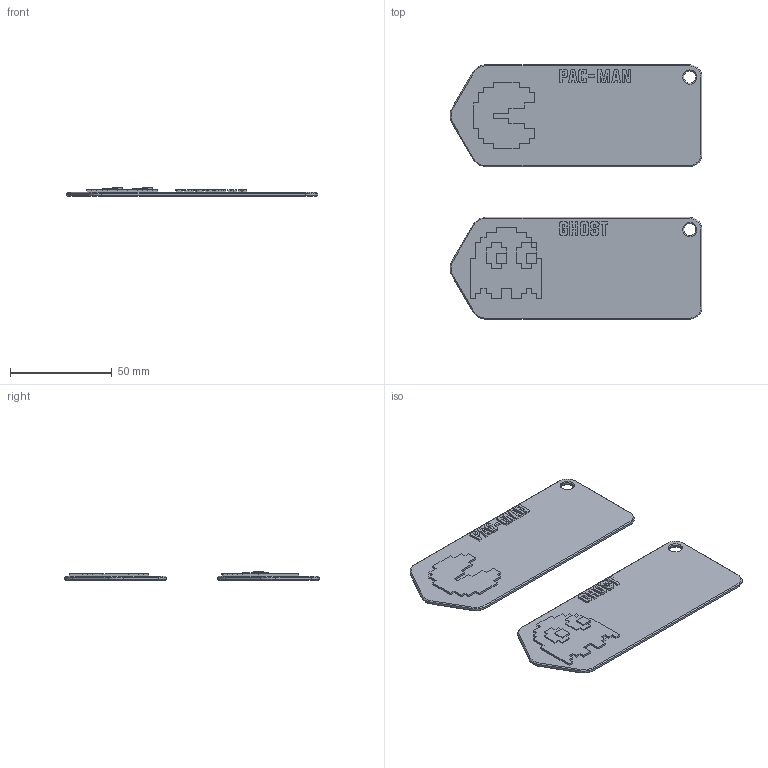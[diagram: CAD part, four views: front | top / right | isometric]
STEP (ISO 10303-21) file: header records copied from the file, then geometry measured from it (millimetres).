
FILE_DESCRIPTION(/* description */ (''),/* implementation_level */ '2;1');
FILE_NAME(/* name */ 'Cards Blank.step',/* time_stamp */ '2025-05-11T10:40:04-07:00',/* author */ (''),/* organization */ (''),/* preprocessor_version */ 'ST-DEVELOPER v20.1',/* originating_system */ 'Autodesk Translation Framework v14.4.0.0',/* authorisation */ '');
FILE_SCHEMA (('AUTOMOTIVE_DESIGN { 1 0 10303 214 3 1 1 }'));
Length unit declared in the file: millimetre
Products named in the file (1): Cards
Bounding box: 123.84 x 125 x 4 mm (x, y, z)
Volume: 25190.5 mm3; surface area: 25061.9 mm2
Topology: 2 solids, 2 shells, 366 faces, 982 edges, 639 vertices
Faces by surface type: plane 287, bspline 43, cone 24, cylinder 12
Full cylindrical faces by diameter (mm): 6 x2
Entity records: 12021 total; most frequent: CARTESIAN_POINT 3057, ORIENTED_EDGE 1964, DIRECTION 1592, EDGE_CURVE 982, LINE 848, VECTOR 848, VERTEX_POINT 639, EDGE_LOOP 389
